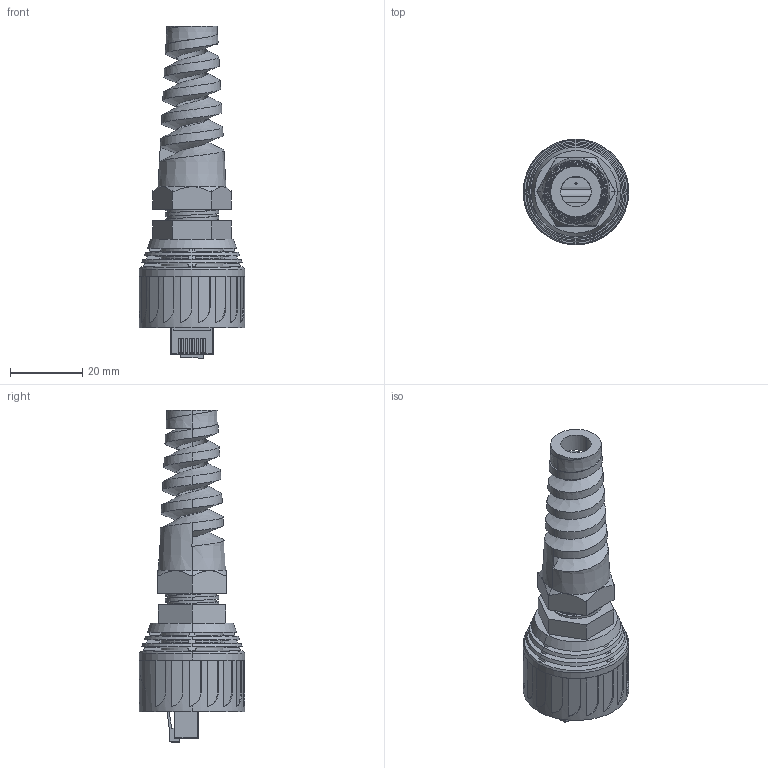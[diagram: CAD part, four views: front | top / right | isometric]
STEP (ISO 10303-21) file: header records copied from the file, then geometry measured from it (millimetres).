
FILE_DESCRIPTION (( 'STEP AP203' ), '1' );
FILE_NAME ('WT6788FS.STEP', '2010-10-22T13:43:10', ( 'x' ), ( 'Microsoft' ), 'SwSTEP 2.0', 'SolidWorks 2010', '' );
FILE_SCHEMA (( 'CONFIG_CONTROL_DESIGN' ));
Length unit declared in the file: inch
Products named in the file (9): 1AA13-052; 1AD01-006; WT6788FS; 1AA13-051_PIGTAIL; 1AA13-051-MA2; 1AA10-038_361024; 1AA10-038 MA1_-08; 1AA10-038 MA2_-01; 1AA13-051-MA1
Assembly tree (8 placements, depth 3):
  WT6788FS
    1AA10-038_361024
      1AA10-038 MA1_-08
      1AA10-038 MA2_-01
    1AD01-006
    1AA13-052
    1AA13-051_PIGTAIL
      1AA13-051-MA2
      1AA13-051-MA1
Bounding box: 29.21 x 29.22 x 91.95 mm (x, y, z)
Volume: 17934.3 mm3; surface area: 19733.6 mm2
Topology: 6 solids, 6 shells, 607 faces, 1667 edges, 1080 vertices
Faces by surface type: plane 313, cylinder 159, cone 75, bspline 42, sphere 10, torus 8
Entity records: 29738 total; most frequent: CARTESIAN_POINT 13998, ORIENTED_EDGE 3314, DIRECTION 2850, EDGE_CURVE 1657, VERTEX_POINT 1080, AXIS2_PLACEMENT_3D 976, VECTOR 898, LINE 898
